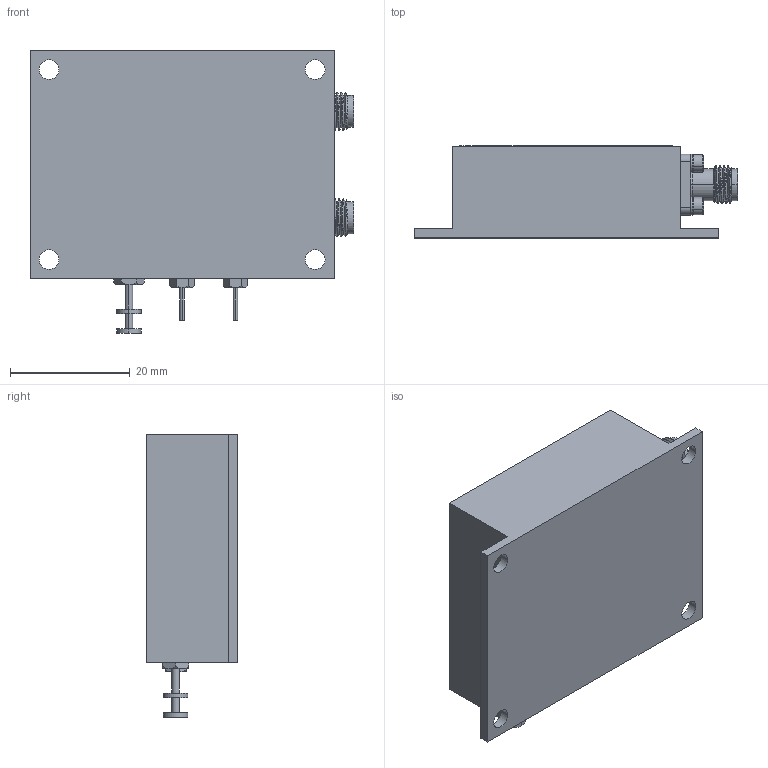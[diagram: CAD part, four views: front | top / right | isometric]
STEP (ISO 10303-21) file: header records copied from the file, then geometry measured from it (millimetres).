
FILE_DESCRIPTION (( 'STEP AP203' ), '1' );
FILE_NAME ('PE19XP5002_3D.step', '2021-10-14T21:23:28', ( '' ), ( '' ), 'SwSTEP 2.0', 'SolidWorks 2021', '' );
FILE_SCHEMA (( 'CONFIG_CONTROL_DESIGN' ));
Products named in the file (1): PE19XP5002_3D
Bounding box: 54.1 x 15.37 x 47.24 mm (x, y, z)
Volume: 23697.2 mm3; surface area: 7876 mm2
Topology: 5 solids, 14 shells, 1968 faces, 5147 edges, 3358 vertices
Faces by surface type: plane 982, cylinder 411, bspline 377, cone 194, torus 4
Entity records: 91025 total; most frequent: CARTESIAN_POINT 46442, ORIENTED_EDGE 10262, DIRECTION 7547, EDGE_CURVE 5131, VERTEX_POINT 3358, LINE 3003, VECTOR 3003, AXIS2_PLACEMENT_3D 2272
